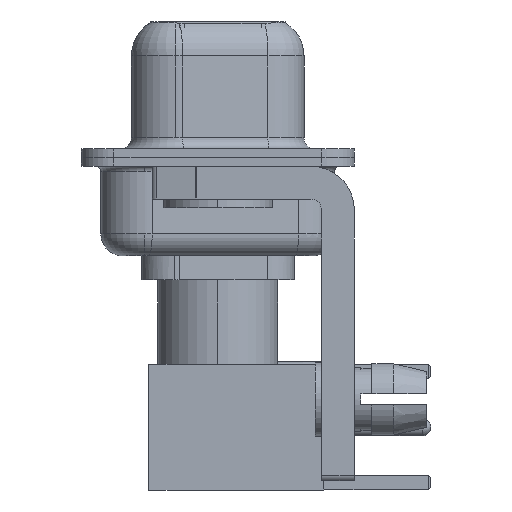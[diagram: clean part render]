
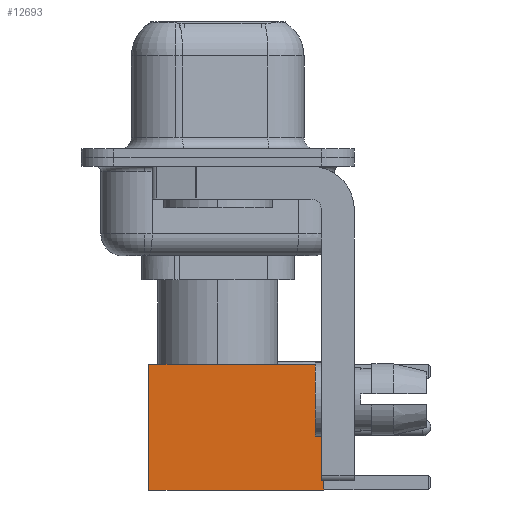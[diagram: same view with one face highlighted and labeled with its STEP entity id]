
A CAD part, left-side view. The second image highlights one B-rep face of the part: STEP entity #12693.
In plain terms, the highlighted face is planar.
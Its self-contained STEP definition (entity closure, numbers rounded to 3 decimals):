
#974 = VERTEX_POINT ( 'NONE', #9866 ) ;
#1046 = CARTESIAN_POINT ( 'NONE',  ( 2.875, 2.875, 0. ) ) ;
#1101 = CARTESIAN_POINT ( 'NONE',  ( 0., 2.875, 8. ) ) ;
#2856 = EDGE_CURVE ( 'NONE', #28908, #974, #13057, .T. ) ;
#3120 = EDGE_CURVE ( 'NONE', #28908, #13789, #6849, .T. ) ;
#3715 = LINE ( 'NONE', #20776, #20349 ) ;
#3868 = EDGE_CURVE ( 'NONE', #974, #23029, #13141, .T. ) ;
#4674 = VECTOR ( 'NONE', #18169, 1000. ) ;
#5509 = ORIENTED_EDGE ( 'NONE', *, *, #15557, .T. ) ;
#6849 = LINE ( 'NONE', #18792, #27430 ) ;
#7901 = EDGE_LOOP ( 'NONE', ( #9245, #5509, #25672, #10856 ) ) ;
#9245 = ORIENTED_EDGE ( 'NONE', *, *, #3120, .T. ) ;
#9866 = CARTESIAN_POINT ( 'NONE',  ( -2.875, 2.875, 8. ) ) ;
#10856 = ORIENTED_EDGE ( 'NONE', *, *, #2856, .F. ) ;
#11367 = AXIS2_PLACEMENT_3D ( 'NONE', #16496, #25609, #18798 ) ;
#11973 = PLANE ( 'NONE',  #11367 ) ;
#12693 = ADVANCED_FACE ( 'NONE', ( #25454 ), #11973, .T. ) ;
#12995 = CARTESIAN_POINT ( 'NONE',  ( -2.875, 2.875, 0. ) ) ;
#13057 = LINE ( 'NONE', #1101, #4674 ) ;
#13141 = LINE ( 'NONE', #12995, #15903 ) ;
#13500 = DIRECTION ( 'NONE',  ( -1., 0., 0. ) ) ;
#13789 = VERTEX_POINT ( 'NONE', #1046 ) ;
#15557 = EDGE_CURVE ( 'NONE', #13789, #23029, #3715, .T. ) ;
#15903 = VECTOR ( 'NONE', #25073, 1000. ) ;
#16496 = CARTESIAN_POINT ( 'NONE',  ( 2.875, 2.875, 0. ) ) ;
#18169 = DIRECTION ( 'NONE',  ( -1., 0., 0. ) ) ;
#18792 = CARTESIAN_POINT ( 'NONE',  ( 2.875, 2.875, 0. ) ) ;
#18798 = DIRECTION ( 'NONE',  ( 0., 0., 1. ) ) ;
#19009 = CARTESIAN_POINT ( 'NONE',  ( -2.875, 2.875, 0. ) ) ;
#20349 = VECTOR ( 'NONE', #13500, 1000. ) ;
#20776 = CARTESIAN_POINT ( 'NONE',  ( 0., 2.875, 0. ) ) ;
#21228 = CARTESIAN_POINT ( 'NONE',  ( 2.875, 2.875, 8. ) ) ;
#23029 = VERTEX_POINT ( 'NONE', #19009 ) ;
#25073 = DIRECTION ( 'NONE',  ( 0., 0., -1. ) ) ;
#25454 = FACE_OUTER_BOUND ( 'NONE', #7901, .T. ) ;
#25609 = DIRECTION ( 'NONE',  ( 0., 1., 0. ) ) ;
#25672 = ORIENTED_EDGE ( 'NONE', *, *, #3868, .F. ) ;
#27430 = VECTOR ( 'NONE', #28215, 1000. ) ;
#28215 = DIRECTION ( 'NONE',  ( 0., 0., -1. ) ) ;
#28908 = VERTEX_POINT ( 'NONE', #21228 ) ;
